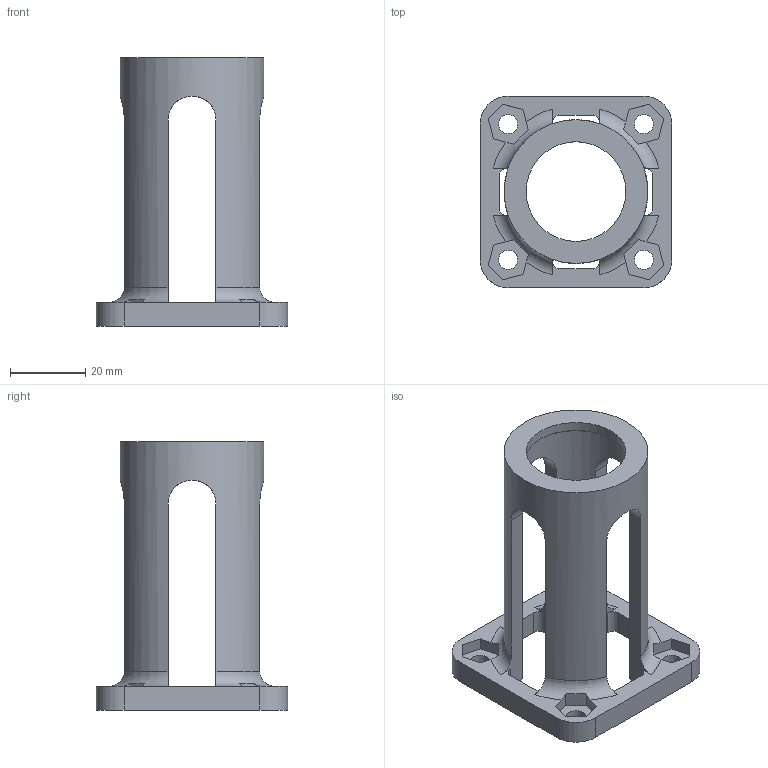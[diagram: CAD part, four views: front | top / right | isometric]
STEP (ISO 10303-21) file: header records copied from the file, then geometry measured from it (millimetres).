
FILE_DESCRIPTION(/* description */ (''),/* implementation_level */ '2;1');
FILE_NAME(/* name */ '2ccdfd80-96ad-4a7f-b380-5914310b6b2b.stp',/* time_stamp */ '2022-11-09T20:20:45Z',/* author */ (''),/* organization */ (''),/* preprocessor_version */ 'ST-DEVELOPER v19.2',/* originating_system */ 'Autodesk Translation Framework v11.17.0.187',/* authorisation */ '');
FILE_SCHEMA (('AUTOMOTIVE_DESIGN { 1 0 10303 214 3 1 1 }'));
Length unit declared in the file: inch
Products named in the file (1): PLG mount cage - 3D printed
Bounding box: 50.8 x 50.8 x 71.12 mm (x, y, z)
Volume: 26072.9 mm3; surface area: 16290.1 mm2
Topology: 1 solids, 1 shells, 80 faces, 266 edges, 182 vertices
Faces by surface type: plane 48, cylinder 23, cone 5, torus 4
Full cylindrical faces by diameter (mm): 5.08 x4, 26.416 x1, 29.972 x1, 38.1 x1
Entity records: 3282 total; most frequent: CARTESIAN_POINT 925, ORIENTED_EDGE 532, DIRECTION 434, EDGE_CURVE 266, VERTEX_POINT 182, LINE 156, VECTOR 156, AXIS2_PLACEMENT_3D 139
